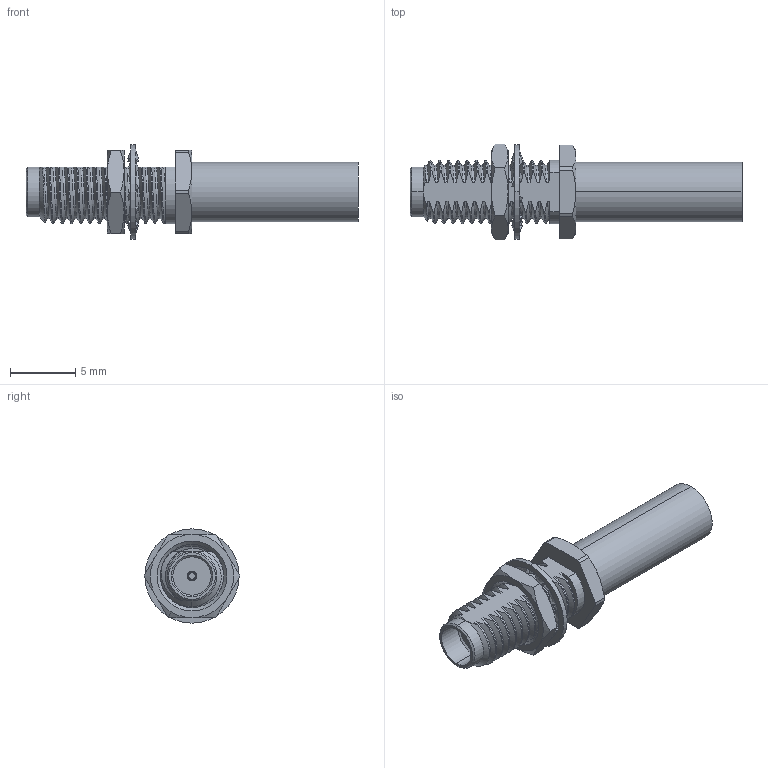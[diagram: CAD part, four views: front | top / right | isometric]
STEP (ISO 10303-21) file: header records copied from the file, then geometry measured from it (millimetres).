
FILE_DESCRIPTION (( 'STEP AP203' ), '1' );
FILE_NAME ('PE44426.step', '2019-05-08T14:29:40', ( '' ), ( '' ), 'SwSTEP 2.0', 'SolidWorks 2018', '' );
FILE_SCHEMA (( 'CONFIG_CONTROL_DESIGN' ));
Length unit declared in the file: inch
Products named in the file (1): PE44426
Bounding box: 25.36 x 7.33 x 7.2 mm (x, y, z)
Volume: 315.2 mm3; surface area: 871 mm2
Topology: 3 solids, 4 shells, 240 faces, 669 edges, 446 vertices
Faces by surface type: bspline 94, cylinder 71, plane 41, cone 34
Entity records: 26678 total; most frequent: CARTESIAN_POINT 21484, ORIENTED_EDGE 1338, DIRECTION 725, EDGE_CURVE 669, VERTEX_POINT 446, AXIS2_PLACEMENT_3D 288, B_SPLINE_CURVE_WITH_KNOTS 261, EDGE_LOOP 253
